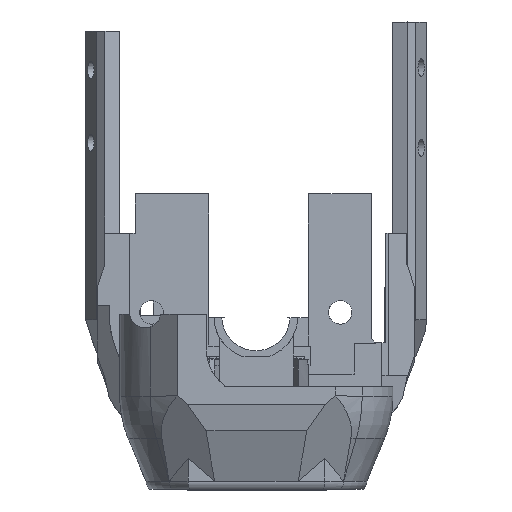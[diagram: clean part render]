
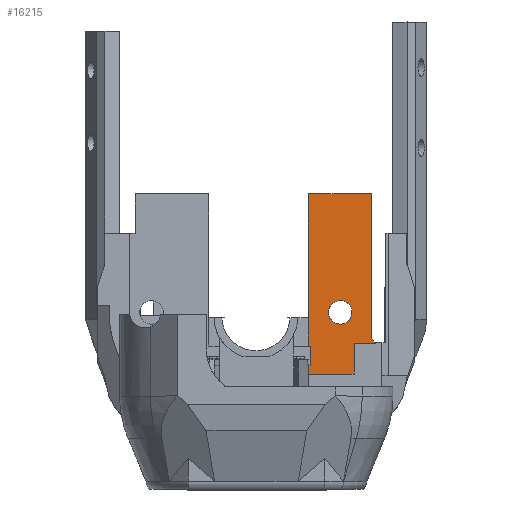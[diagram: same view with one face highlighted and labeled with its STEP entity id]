
A CAD part, top view. The second image highlights one B-rep face of the part: STEP entity #16215.
In plain terms, the highlighted planar face has unit normal (0, 0, 1).
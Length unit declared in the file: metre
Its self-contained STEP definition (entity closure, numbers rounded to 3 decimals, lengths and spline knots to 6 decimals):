
#144=B_SPLINE_CURVE_WITH_KNOTS('',3,(#22615,#22616,#22617,#22618),
 .UNSPECIFIED.,.F.,.F.,(4,4),(0.,1.),.UNSPECIFIED.);
#145=B_SPLINE_CURVE_WITH_KNOTS('',3,(#22620,#22621,#22622,#22623),
 .UNSPECIFIED.,.F.,.F.,(4,4),(0.,1.),.UNSPECIFIED.);
#418=B_SPLINE_CURVE_WITH_KNOTS('',3,(#29150,#29151,#29152,#29153),
 .UNSPECIFIED.,.F.,.F.,(4,4),(0.,1.),.UNSPECIFIED.);
#419=B_SPLINE_CURVE_WITH_KNOTS('',3,(#29155,#29156,#29157,#29158),
 .UNSPECIFIED.,.F.,.F.,(4,4),(0.,1.),.UNSPECIFIED.);
#424=B_SPLINE_CURVE_WITH_KNOTS('',3,(#29276,#29277,#29278,#29279),
 .UNSPECIFIED.,.F.,.F.,(4,4),(0.,1.),.UNSPECIFIED.);
#900=CIRCLE('',#17266,0.00225);
#2995=ORIENTED_EDGE('',*,*,#7186,.F.);
#2996=ORIENTED_EDGE('',*,*,#6179,.T.);
#2997=ORIENTED_EDGE('',*,*,#7187,.T.);
#2998=ORIENTED_EDGE('',*,*,#7188,.T.);
#2999=ORIENTED_EDGE('',*,*,#7189,.F.);
#3000=ORIENTED_EDGE('',*,*,#7190,.F.);
#3001=ORIENTED_EDGE('',*,*,#7191,.F.);
#3002=ORIENTED_EDGE('',*,*,#7192,.F.);
#3003=ORIENTED_EDGE('',*,*,#7193,.F.);
#3004=ORIENTED_EDGE('',*,*,#7041,.T.);
#3005=ORIENTED_EDGE('',*,*,#7194,.F.);
#3006=ORIENTED_EDGE('',*,*,#7195,.F.);
#3007=ORIENTED_EDGE('',*,*,#7196,.F.);
#3008=ORIENTED_EDGE('',*,*,#7037,.F.);
#3009=ORIENTED_EDGE('',*,*,#7140,.F.);
#3010=ORIENTED_EDGE('',*,*,#7145,.T.);
#3011=ORIENTED_EDGE('',*,*,#7144,.T.);
#3012=ORIENTED_EDGE('',*,*,#7197,.T.);
#3013=ORIENTED_EDGE('',*,*,#7198,.F.);
#3014=ORIENTED_EDGE('',*,*,#6181,.F.);
#3015=ORIENTED_EDGE('',*,*,#6180,.F.);
#6179=EDGE_CURVE('',#8615,#8614,#10170,.T.);
#6180=EDGE_CURVE('',#8615,#8616,#144,.T.);
#6181=EDGE_CURVE('',#8616,#8617,#145,.T.);
#7037=EDGE_CURVE('',#9208,#9209,#10643,.T.);
#7041=EDGE_CURVE('',#9212,#9213,#10647,.T.);
#7140=EDGE_CURVE('',#9279,#9208,#10702,.T.);
#7144=EDGE_CURVE('',#9282,#9281,#418,.F.);
#7145=EDGE_CURVE('',#9279,#9282,#419,.F.);
#7186=EDGE_CURVE('',#9302,#9302,#900,.T.);
#7187=EDGE_CURVE('',#8614,#9303,#10732,.T.);
#7188=EDGE_CURVE('',#9303,#9304,#10733,.F.);
#7189=EDGE_CURVE('',#9305,#9304,#10734,.T.);
#7190=EDGE_CURVE('',#9306,#9305,#10735,.T.);
#7191=EDGE_CURVE('',#9307,#9306,#10736,.T.);
#7192=EDGE_CURVE('',#9308,#9307,#10737,.T.);
#7193=EDGE_CURVE('',#9212,#9308,#10738,.T.);
#7194=EDGE_CURVE('',#9309,#9213,#10739,.T.);
#7195=EDGE_CURVE('',#9310,#9309,#10740,.T.);
#7196=EDGE_CURVE('',#9209,#9310,#10741,.T.);
#7197=EDGE_CURVE('',#9281,#9311,#424,.T.);
#7198=EDGE_CURVE('',#8617,#9311,#10742,.T.);
#8614=VERTEX_POINT('',#22612);
#8615=VERTEX_POINT('',#22614);
#8616=VERTEX_POINT('',#22619);
#8617=VERTEX_POINT('',#22624);
#9208=VERTEX_POINT('',#28886);
#9209=VERTEX_POINT('',#28887);
#9212=VERTEX_POINT('',#28895);
#9213=VERTEX_POINT('',#28896);
#9279=VERTEX_POINT('',#29141);
#9281=VERTEX_POINT('',#29149);
#9282=VERTEX_POINT('',#29154);
#9302=VERTEX_POINT('',#29257);
#9303=VERTEX_POINT('',#29259);
#9304=VERTEX_POINT('',#29261);
#9305=VERTEX_POINT('',#29263);
#9306=VERTEX_POINT('',#29265);
#9307=VERTEX_POINT('',#29267);
#9308=VERTEX_POINT('',#29269);
#9309=VERTEX_POINT('',#29272);
#9310=VERTEX_POINT('',#29274);
#9311=VERTEX_POINT('',#29280);
#10170=LINE('',#22613,#11895);
#10643=LINE('',#28885,#12368);
#10647=LINE('',#28894,#12372);
#10702=LINE('',#29140,#12427);
#10732=LINE('',#29258,#12457);
#10733=LINE('',#29260,#12458);
#10734=LINE('',#29262,#12459);
#10735=LINE('',#29264,#12460);
#10736=LINE('',#29266,#12461);
#10737=LINE('',#29268,#12462);
#10738=LINE('',#29270,#12463);
#10739=LINE('',#29271,#12464);
#10740=LINE('',#29273,#12465);
#10741=LINE('',#29275,#12466);
#10742=LINE('',#29281,#12467);
#11895=VECTOR('',#18321,1.);
#12368=VECTOR('',#19424,1.);
#12372=VECTOR('',#19430,1.);
#12427=VECTOR('',#19605,1.);
#12457=VECTOR('',#19697,1.);
#12458=VECTOR('',#19698,1.);
#12459=VECTOR('',#19699,1.);
#12460=VECTOR('',#19700,1.);
#12461=VECTOR('',#19701,1.);
#12462=VECTOR('',#19702,1.);
#12463=VECTOR('',#19703,1.);
#12464=VECTOR('',#19704,1.);
#12465=VECTOR('',#19705,1.);
#12466=VECTOR('',#19706,1.);
#12467=VECTOR('',#19707,1.);
#13752=EDGE_LOOP('',(#2995));
#13753=EDGE_LOOP('',(#2996,#2997,#2998,#2999,#3000,#3001,#3002,#3003,#3004,
#3005,#3006,#3007,#3008,#3009,#3010,#3011,#3012,#3013,#3014,#3015));
#14666=FACE_BOUND('',#13752,.T.);
#14667=FACE_BOUND('',#13753,.T.);
#15434=PLANE('',#17265);
#16215=ADVANCED_FACE('',(#14666,#14667),#15434,.T.);
#17265=AXIS2_PLACEMENT_3D('',#29255,#19693,#19694);
#17266=AXIS2_PLACEMENT_3D('',#29256,#19695,#19696);
#18321=DIRECTION('',(0.,-1.,0.));
#19424=DIRECTION('',(0.61,-0.793,0.));
#19430=DIRECTION('',(1.,0.,0.));
#19605=DIRECTION('',(0.,-1.,0.));
#19693=DIRECTION('',(0.,0.,1.));
#19694=DIRECTION('',(1.,0.,0.));
#19695=DIRECTION('',(0.,0.,1.));
#19696=DIRECTION('',(1.,0.,0.));
#19697=DIRECTION('',(0.,-1.,0.));
#19698=DIRECTION('',(0.,1.,0.));
#19699=DIRECTION('',(0.,1.,0.));
#19700=DIRECTION('',(-1.,0.,0.));
#19701=DIRECTION('',(0.,1.,0.));
#19702=DIRECTION('',(1.,0.,0.));
#19703=DIRECTION('',(0.,1.,0.));
#19704=DIRECTION('',(0.,-1.,0.));
#19705=DIRECTION('',(-1.,0.,0.));
#19706=DIRECTION('',(0.,-1.,0.));
#19707=DIRECTION('',(1.,0.,0.));
#22612=CARTESIAN_POINT('',(0.005104,0.02036,0.033755));
#22613=CARTESIAN_POINT('',(0.005104,0.03817,0.033755));
#22614=CARTESIAN_POINT('',(0.005104,0.03817,0.033755));
#22615=CARTESIAN_POINT('',(0.005104,0.03817,0.033755));
#22616=CARTESIAN_POINT('',(0.005104,0.038442,0.033755));
#22617=CARTESIAN_POINT('',(0.005104,0.038714,0.033755));
#22618=CARTESIAN_POINT('',(0.005104,0.038986,0.033755));
#22619=CARTESIAN_POINT('',(0.005104,0.038986,0.033755));
#22620=CARTESIAN_POINT('',(0.005104,0.038986,0.033755));
#22621=CARTESIAN_POINT('',(0.005104,0.040653,0.033755));
#22622=CARTESIAN_POINT('',(0.005104,0.04232,0.033755));
#22623=CARTESIAN_POINT('',(0.005104,0.043986,0.033755));
#22624=CARTESIAN_POINT('',(0.005104,0.043986,0.033755));
#28885=CARTESIAN_POINT('',(0.01752,0.015829,0.033755));
#28886=CARTESIAN_POINT('',(0.017105,0.016369,0.033755));
#28887=CARTESIAN_POINT('',(0.017803,0.015461,0.033755));
#28894=CARTESIAN_POINT('',(0.004105,0.009604,0.033755));
#28895=CARTESIAN_POINT('',(0.005111,0.009604,0.033755));
#28896=CARTESIAN_POINT('',(0.013798,0.009604,0.033755));
#29140=CARTESIAN_POINT('',(0.017105,0.03817,0.033755));
#29141=CARTESIAN_POINT('',(0.017105,0.03817,0.033755));
#29149=CARTESIAN_POINT('',(0.017105,0.043986,0.033755));
#29150=CARTESIAN_POINT('',(0.017105,0.043986,0.033755));
#29151=CARTESIAN_POINT('',(0.017105,0.04232,0.033755));
#29152=CARTESIAN_POINT('',(0.017105,0.040653,0.033755));
#29153=CARTESIAN_POINT('',(0.017105,0.038986,0.033755));
#29154=CARTESIAN_POINT('',(0.017105,0.038986,0.033755));
#29155=CARTESIAN_POINT('',(0.017105,0.038986,0.033755));
#29156=CARTESIAN_POINT('',(0.017105,0.038714,0.033755));
#29157=CARTESIAN_POINT('',(0.017105,0.038442,0.033755));
#29158=CARTESIAN_POINT('',(0.017105,0.03817,0.033755));
#29255=CARTESIAN_POINT('',(0.004105,0.01115,0.033755));
#29256=CARTESIAN_POINT('',(0.011158,0.021351,0.033755));
#29257=CARTESIAN_POINT('',(0.013408,0.021351,0.033755));
#29258=CARTESIAN_POINT('',(0.005104,0.03817,0.033755));
#29259=CARTESIAN_POINT('',(0.005104,0.015278,0.033755));
#29260=CARTESIAN_POINT('',(0.005104,0.01115,0.033755));
#29261=CARTESIAN_POINT('',(0.005108,0.0151,0.033755));
#29262=CARTESIAN_POINT('',(0.005111,0.01115,0.033755));
#29263=CARTESIAN_POINT('',(0.005111,0.014864,0.033755));
#29264=CARTESIAN_POINT('',(0.007739,0.014864,0.033755));
#29265=CARTESIAN_POINT('',(0.005451,0.014864,0.033755));
#29266=CARTESIAN_POINT('',(0.005451,0.01115,0.033755));
#29267=CARTESIAN_POINT('',(0.005451,0.011136,0.033755));
#29268=CARTESIAN_POINT('',(0.004105,0.011136,0.033755));
#29269=CARTESIAN_POINT('',(0.005111,0.011136,0.033755));
#29270=CARTESIAN_POINT('',(0.005111,0.01115,0.033755));
#29271=CARTESIAN_POINT('',(0.013798,0.01115,0.033755));
#29272=CARTESIAN_POINT('',(0.013798,0.015397,0.033755));
#29273=CARTESIAN_POINT('',(0.004105,0.015397,0.033755));
#29274=CARTESIAN_POINT('',(0.017803,0.015397,0.033755));
#29275=CARTESIAN_POINT('',(0.017803,0.01115,0.033755));
#29276=CARTESIAN_POINT('',(0.017105,0.043986,0.033755));
#29277=CARTESIAN_POINT('',(0.013771,0.043986,0.033755));
#29278=CARTESIAN_POINT('',(0.010438,0.043986,0.033755));
#29279=CARTESIAN_POINT('',(0.007105,0.043986,0.033755));
#29280=CARTESIAN_POINT('',(0.007105,0.043986,0.033755));
#29281=CARTESIAN_POINT('',(0.004105,0.043986,0.033755));
